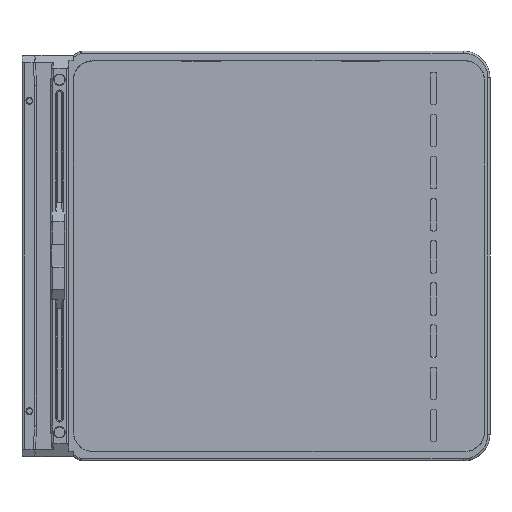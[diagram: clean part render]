
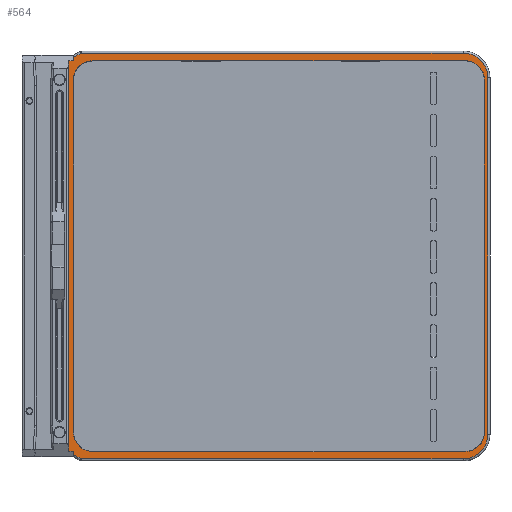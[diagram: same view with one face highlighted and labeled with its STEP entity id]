
A CAD part, front view. The second image highlights one B-rep face of the part: STEP entity #564.
In plain terms, the highlighted planar face has unit normal (0, -1, 0).
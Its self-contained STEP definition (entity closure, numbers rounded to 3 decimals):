
#83=FACE_BOUND('',#1253,.T.);
#84=FACE_BOUND('',#1254,.T.);
#278=ELLIPSE('',#5899,6.508,6.5);
#279=ELLIPSE('',#5900,6.508,6.5);
#280=ELLIPSE('',#5901,5.038,5.);
#281=ELLIPSE('',#5902,5.038,5.);
#282=ELLIPSE('',#5903,5.038,5.);
#283=ELLIPSE('',#5904,5.038,5.);
#564=ADVANCED_FACE('',(#83,#84),#834,.T.);
#834=PLANE('',#5905);
#1253=EDGE_LOOP('',(#1683,#1684,#1685,#1686,#1687,#1688,#1689,#1690,#1691,
#1692,#1693,#1694));
#1254=EDGE_LOOP('',(#1695,#1696,#1697,#1698,#1699,#1700,#1701,#1702));
#1683=ORIENTED_EDGE('',*,*,#3829,.T.);
#1684=ORIENTED_EDGE('',*,*,#3830,.T.);
#1685=ORIENTED_EDGE('',*,*,#3831,.T.);
#1686=ORIENTED_EDGE('',*,*,#3692,.F.);
#1687=ORIENTED_EDGE('',*,*,#3832,.F.);
#1688=ORIENTED_EDGE('',*,*,#3833,.F.);
#1689=ORIENTED_EDGE('',*,*,#3834,.T.);
#1690=ORIENTED_EDGE('',*,*,#3835,.T.);
#1691=ORIENTED_EDGE('',*,*,#3836,.T.);
#1692=ORIENTED_EDGE('',*,*,#3837,.T.);
#1693=ORIENTED_EDGE('',*,*,#3838,.T.);
#1694=ORIENTED_EDGE('',*,*,#3839,.T.);
#1695=ORIENTED_EDGE('',*,*,#3840,.T.);
#1696=ORIENTED_EDGE('',*,*,#3841,.T.);
#1697=ORIENTED_EDGE('',*,*,#3827,.T.);
#1698=ORIENTED_EDGE('',*,*,#3842,.T.);
#1699=ORIENTED_EDGE('',*,*,#3843,.T.);
#1700=ORIENTED_EDGE('',*,*,#3844,.T.);
#1701=ORIENTED_EDGE('',*,*,#3845,.T.);
#1702=ORIENTED_EDGE('',*,*,#3846,.T.);
#3073=VERTEX_POINT('',#8176);
#3076=VERTEX_POINT('',#8181);
#3203=VERTEX_POINT('',#8483);
#3204=VERTEX_POINT('',#8485);
#3205=VERTEX_POINT('',#8489);
#3206=VERTEX_POINT('',#8490);
#3207=VERTEX_POINT('',#8492);
#3208=VERTEX_POINT('',#8495);
#3209=VERTEX_POINT('',#8497);
#3210=VERTEX_POINT('',#8499);
#3211=VERTEX_POINT('',#8501);
#3212=VERTEX_POINT('',#8503);
#3213=VERTEX_POINT('',#8505);
#3214=VERTEX_POINT('',#8507);
#3215=VERTEX_POINT('',#8510);
#3216=VERTEX_POINT('',#8511);
#3217=VERTEX_POINT('',#8514);
#3218=VERTEX_POINT('',#8516);
#3219=VERTEX_POINT('',#8518);
#3220=VERTEX_POINT('',#8520);
#3692=EDGE_CURVE('',#3076,#3073,#4605,.T.);
#3827=EDGE_CURVE('',#3204,#3203,#4683,.T.);
#3829=EDGE_CURVE('',#3205,#3206,#4685,.T.);
#3830=EDGE_CURVE('',#3206,#3207,#4686,.T.);
#3831=EDGE_CURVE('',#3207,#3073,#4687,.T.);
#3832=EDGE_CURVE('',#3208,#3076,#4688,.T.);
#3833=EDGE_CURVE('',#3209,#3208,#4689,.T.);
#3834=EDGE_CURVE('',#3209,#3210,#4690,.T.);
#3835=EDGE_CURVE('',#3210,#3211,#4691,.T.);
#3836=EDGE_CURVE('',#3211,#3212,#278,.T.);
#3837=EDGE_CURVE('',#3212,#3213,#4692,.T.);
#3838=EDGE_CURVE('',#3213,#3214,#279,.T.);
#3839=EDGE_CURVE('',#3214,#3205,#4693,.T.);
#3840=EDGE_CURVE('',#3215,#3216,#4694,.T.);
#3841=EDGE_CURVE('',#3216,#3204,#280,.T.);
#3842=EDGE_CURVE('',#3203,#3217,#281,.T.);
#3843=EDGE_CURVE('',#3217,#3218,#4695,.T.);
#3844=EDGE_CURVE('',#3218,#3219,#282,.T.);
#3845=EDGE_CURVE('',#3219,#3220,#4696,.T.);
#3846=EDGE_CURVE('',#3220,#3215,#283,.T.);
#4605=LINE('',#8182,#5202);
#4683=LINE('',#8484,#5280);
#4685=LINE('',#8488,#5282);
#4686=LINE('',#8491,#5283);
#4687=LINE('',#8493,#5284);
#4688=LINE('',#8494,#5285);
#4689=LINE('',#8496,#5286);
#4690=LINE('',#8498,#5287);
#4691=LINE('',#8500,#5288);
#4692=LINE('',#8504,#5289);
#4693=LINE('',#8508,#5290);
#4694=LINE('',#8509,#5291);
#4695=LINE('',#8515,#5292);
#4696=LINE('',#8519,#5293);
#5202=VECTOR('',#6410,1.);
#5280=VECTOR('',#6646,1.);
#5282=VECTOR('',#6650,1.);
#5283=VECTOR('',#6651,1.);
#5284=VECTOR('',#6652,1.);
#5285=VECTOR('',#6653,1.);
#5286=VECTOR('',#6654,1.);
#5287=VECTOR('',#6655,1.);
#5288=VECTOR('',#6656,1.);
#5289=VECTOR('',#6659,1.);
#5290=VECTOR('',#6662,1.);
#5291=VECTOR('',#6663,1.);
#5292=VECTOR('',#6668,1.);
#5293=VECTOR('',#6671,1.);
#5899=AXIS2_PLACEMENT_3D('',#8502,#6657,#6658);
#5900=AXIS2_PLACEMENT_3D('',#8506,#6660,#6661);
#5901=AXIS2_PLACEMENT_3D('',#8512,#6664,#6665);
#5902=AXIS2_PLACEMENT_3D('',#8513,#6666,#6667);
#5903=AXIS2_PLACEMENT_3D('',#8517,#6669,#6670);
#5904=AXIS2_PLACEMENT_3D('',#8521,#6672,#6673);
#5905=AXIS2_PLACEMENT_3D('',#8522,#6674,#6675);
#6410=DIRECTION('',(0.,0.,1.));
#6646=DIRECTION('',(0.,0.,1.));
#6650=DIRECTION('',(-0.867,0.,-0.498));
#6651=DIRECTION('',(0.,0.,-1.));
#6652=DIRECTION('',(-1.,0.,0.));
#6653=DIRECTION('',(-1.,0.,0.));
#6654=DIRECTION('',(0.,0.,1.));
#6655=DIRECTION('',(0.867,0.,-0.498));
#6656=DIRECTION('',(1.,0.,0.));
#6657=DIRECTION('',(0.,-1.,0.));
#6658=DIRECTION('',(0.707,0.,-0.707));
#6659=DIRECTION('',(0.,0.,1.));
#6660=DIRECTION('',(0.,-1.,0.));
#6661=DIRECTION('',(0.707,0.,0.707));
#6662=DIRECTION('',(-1.,0.,0.));
#6663=DIRECTION('',(-1.,0.,0.));
#6664=DIRECTION('',(0.,1.,0.));
#6665=DIRECTION('',(-0.707,0.,-0.707));
#6666=DIRECTION('',(0.,1.,0.));
#6667=DIRECTION('',(-0.707,0.,0.707));
#6668=DIRECTION('',(1.,0.,0.));
#6669=DIRECTION('',(0.,1.,0.));
#6670=DIRECTION('',(-0.707,0.,-0.707));
#6671=DIRECTION('',(0.,0.,-1.));
#6672=DIRECTION('',(0.,1.,0.));
#6673=DIRECTION('',(0.707,0.,-0.707));
#6674=DIRECTION('',(0.,-1.,0.));
#6675=DIRECTION('',(0.,0.,1.));
#8176=CARTESIAN_POINT('',(20.,-1.5,57.89));
#8181=CARTESIAN_POINT('',(20.,-1.5,-44.106));
#8182=CARTESIAN_POINT('',(20.,-1.5,-29.448));
#8483=CARTESIAN_POINT('',(21.249,-1.5,52.872));
#8484=CARTESIAN_POINT('',(21.249,-1.5,0.));
#8485=CARTESIAN_POINT('',(21.249,-1.5,-39.171));
#8488=CARTESIAN_POINT('',(10.866,-1.5,52.721));
#8489=CARTESIAN_POINT('',(23.319,-1.5,59.865));
#8490=CARTESIAN_POINT('',(21.302,-1.5,58.707));
#8491=CARTESIAN_POINT('',(21.302,-1.5,36.8));
#8492=CARTESIAN_POINT('',(21.302,-1.5,57.89));
#8493=CARTESIAN_POINT('',(20.,-1.5,57.89));
#8494=CARTESIAN_POINT('',(20.,-1.5,-44.106));
#8495=CARTESIAN_POINT('',(21.302,-1.5,-44.106));
#8496=CARTESIAN_POINT('',(21.302,-1.5,36.8));
#8497=CARTESIAN_POINT('',(21.302,-1.5,-44.923));
#8498=CARTESIAN_POINT('',(0.932,-1.5,-33.238));
#8499=CARTESIAN_POINT('',(23.319,-1.5,-46.081));
#8500=CARTESIAN_POINT('',(20.,-1.5,-46.081));
#8501=CARTESIAN_POINT('',(122.969,-1.5,-46.081));
#8502=CARTESIAN_POINT('',(122.961,-1.5,-39.577));
#8503=CARTESIAN_POINT('',(129.465,-1.5,-39.585));
#8504=CARTESIAN_POINT('',(129.465,-1.5,0.));
#8505=CARTESIAN_POINT('',(129.465,-1.5,53.369));
#8506=CARTESIAN_POINT('',(122.961,-1.5,53.361));
#8507=CARTESIAN_POINT('',(122.969,-1.5,59.865));
#8508=CARTESIAN_POINT('',(20.,-1.5,59.865));
#8509=CARTESIAN_POINT('',(20.,-1.5,-44.152));
#8510=CARTESIAN_POINT('',(123.572,-1.5,-44.152));
#8511=CARTESIAN_POINT('',(26.23,-1.5,-44.152));
#8512=CARTESIAN_POINT('',(26.268,-1.5,-39.133));
#8513=CARTESIAN_POINT('',(26.268,-1.5,52.833));
#8514=CARTESIAN_POINT('',(26.23,-1.5,57.853));
#8515=CARTESIAN_POINT('',(21.746,-1.5,57.853));
#8516=CARTESIAN_POINT('',(123.572,-1.5,57.853));
#8517=CARTESIAN_POINT('',(123.533,-1.5,52.833));
#8518=CARTESIAN_POINT('',(128.553,-1.5,52.872));
#8519=CARTESIAN_POINT('',(128.553,-1.5,-20.211));
#8520=CARTESIAN_POINT('',(128.553,-1.5,-39.171));
#8521=CARTESIAN_POINT('',(123.533,-1.5,-39.133));
#8522=CARTESIAN_POINT('',(20.,-1.5,0.));
